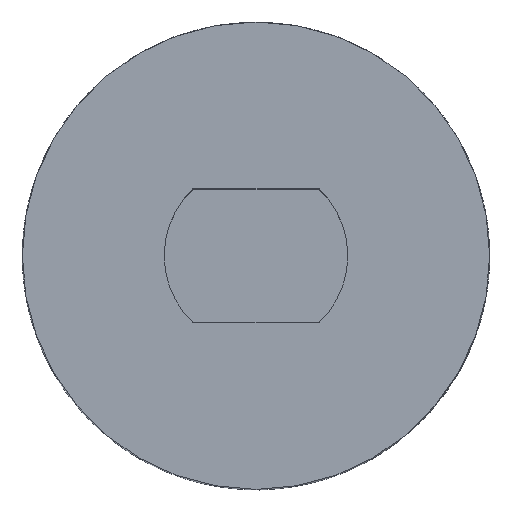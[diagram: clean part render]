
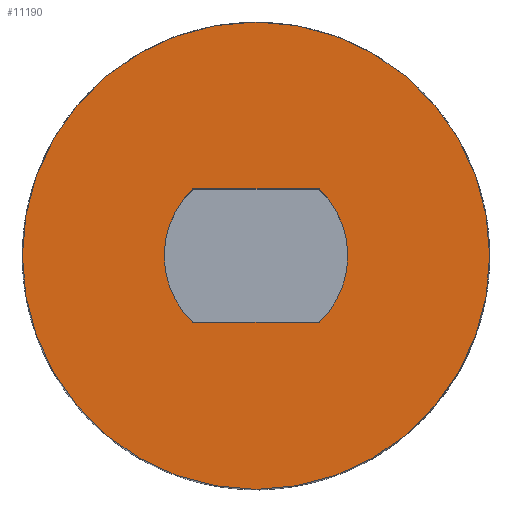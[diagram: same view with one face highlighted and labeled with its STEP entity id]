
A CAD part, top view. The second image highlights one B-rep face of the part: STEP entity #11190.
In plain terms, the highlighted planar face has unit normal (0, 0, 1).
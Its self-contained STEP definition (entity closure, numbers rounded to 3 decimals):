
#360 = CIRCLE ( 'NONE', #11028, 7. ) ;
#939 = DIRECTION ( 'NONE',  ( 1., 0., 0. ) ) ;
#1365 = EDGE_CURVE ( 'NONE', #2645, #21861, #3402, .T. ) ;
#1502 = ORIENTED_EDGE ( 'NONE', *, *, #5486, .T. ) ;
#1652 = CARTESIAN_POINT ( 'NONE',  ( 1.887, -2., 5.75 ) ) ;
#2503 = DIRECTION ( 'NONE',  ( 1., 0., 0. ) ) ;
#2645 = VERTEX_POINT ( 'NONE', #15045 ) ;
#2734 = DIRECTION ( 'NONE',  ( 0., 0., 1. ) ) ;
#3402 = LINE ( 'NONE', #7494, #20755 ) ;
#3565 = DIRECTION ( 'NONE',  ( 1., 0., 0. ) ) ;
#3778 = DIRECTION ( 'NONE',  ( 1., 0., 0. ) ) ;
#3802 = EDGE_CURVE ( 'NONE', #6710, #7767, #360, .T. ) ;
#4112 = CARTESIAN_POINT ( 'NONE',  ( 0., 0., 5.75 ) ) ;
#4228 = DIRECTION ( 'NONE',  ( 1., 0., 0. ) ) ;
#4507 = CARTESIAN_POINT ( 'NONE',  ( 7., 0., 5.75 ) ) ;
#4626 = EDGE_CURVE ( 'NONE', #21861, #10019, #22634, .T. ) ;
#5152 = CARTESIAN_POINT ( 'NONE',  ( 0., 2., 5.75 ) ) ;
#5486 = EDGE_CURVE ( 'NONE', #7767, #6710, #5879, .T. ) ;
#5716 = CARTESIAN_POINT ( 'NONE',  ( -1.887, 2., 5.75 ) ) ;
#5866 = ORIENTED_EDGE ( 'NONE', *, *, #6661, .T. ) ;
#5878 = PLANE ( 'NONE',  #15676 ) ;
#5879 = CIRCLE ( 'NONE', #11431, 7. ) ;
#6661 = EDGE_CURVE ( 'NONE', #23967, #9081, #21078, .T. ) ;
#6710 = VERTEX_POINT ( 'NONE', #13888 ) ;
#7025 = ORIENTED_EDGE ( 'NONE', *, *, #4626, .F. ) ;
#7487 = DIRECTION ( 'NONE',  ( 1., 0., 0. ) ) ;
#7494 = CARTESIAN_POINT ( 'NONE',  ( 0., -2., 5.75 ) ) ;
#7654 = CARTESIAN_POINT ( 'NONE',  ( 0., 0., 5.75 ) ) ;
#7767 = VERTEX_POINT ( 'NONE', #4507 ) ;
#8908 = ORIENTED_EDGE ( 'NONE', *, *, #21497, .F. ) ;
#8917 = EDGE_CURVE ( 'NONE', #10019, #9081, #15168, .T. ) ;
#9081 = VERTEX_POINT ( 'NONE', #14290 ) ;
#9597 = AXIS2_PLACEMENT_3D ( 'NONE', #9618, #11464, #9738 ) ;
#9618 = CARTESIAN_POINT ( 'NONE',  ( 0., 0., 5.75 ) ) ;
#9738 = DIRECTION ( 'NONE',  ( 1., 0., 0. ) ) ;
#10019 = VERTEX_POINT ( 'NONE', #17826 ) ;
#10543 = VECTOR ( 'NONE', #11090, 1000. ) ;
#10744 = AXIS2_PLACEMENT_3D ( 'NONE', #7654, #22383, #3565 ) ;
#11028 = AXIS2_PLACEMENT_3D ( 'NONE', #23103, #19510, #939 ) ;
#11090 = DIRECTION ( 'NONE',  ( 1., 0., 0. ) ) ;
#11190 = ADVANCED_FACE ( 'NONE', ( #11205, #22833 ), #5878, .T. ) ;
#11205 = FACE_BOUND ( 'NONE', #16981, .T. ) ;
#11431 = AXIS2_PLACEMENT_3D ( 'NONE', #21551, #2734, #2503 ) ;
#11464 = DIRECTION ( 'NONE',  ( 0., 0., 1. ) ) ;
#13067 = CARTESIAN_POINT ( 'NONE',  ( 0., 0., 5.75 ) ) ;
#13706 = ORIENTED_EDGE ( 'NONE', *, *, #8917, .F. ) ;
#13888 = CARTESIAN_POINT ( 'NONE',  ( -7., 0., 5.75 ) ) ;
#14002 = DIRECTION ( 'NONE',  ( 0., 0., 1. ) ) ;
#14290 = CARTESIAN_POINT ( 'NONE',  ( 1.887, 2., 5.75 ) ) ;
#14748 = ORIENTED_EDGE ( 'NONE', *, *, #1365, .F. ) ;
#15045 = CARTESIAN_POINT ( 'NONE',  ( -1.887, -2., 5.75 ) ) ;
#15168 = CIRCLE ( 'NONE', #9597, 2.75 ) ;
#15676 = AXIS2_PLACEMENT_3D ( 'NONE', #13067, #16888, #7487 ) ;
#16888 = DIRECTION ( 'NONE',  ( 0., 0., 1. ) ) ;
#16981 = EDGE_LOOP ( 'NONE', ( #8908, #5866, #13706, #7025, #14748 ) ) ;
#17401 = ORIENTED_EDGE ( 'NONE', *, *, #3802, .T. ) ;
#17488 = AXIS2_PLACEMENT_3D ( 'NONE', #4112, #14002, #4228 ) ;
#17826 = CARTESIAN_POINT ( 'NONE',  ( 2.75, 0., 5.75 ) ) ;
#19510 = DIRECTION ( 'NONE',  ( 0., 0., 1. ) ) ;
#20755 = VECTOR ( 'NONE', #3778, 1000. ) ;
#21078 = LINE ( 'NONE', #5152, #10543 ) ;
#21497 = EDGE_CURVE ( 'NONE', #23967, #2645, #22986, .T. ) ;
#21551 = CARTESIAN_POINT ( 'NONE',  ( 0., 0., 5.75 ) ) ;
#21861 = VERTEX_POINT ( 'NONE', #1652 ) ;
#22383 = DIRECTION ( 'NONE',  ( 0., 0., 1. ) ) ;
#22634 = CIRCLE ( 'NONE', #17488, 2.75 ) ;
#22833 = FACE_OUTER_BOUND ( 'NONE', #23606, .T. ) ;
#22986 = CIRCLE ( 'NONE', #10744, 2.75 ) ;
#23103 = CARTESIAN_POINT ( 'NONE',  ( 0., 0., 5.75 ) ) ;
#23606 = EDGE_LOOP ( 'NONE', ( #1502, #17401 ) ) ;
#23967 = VERTEX_POINT ( 'NONE', #5716 ) ;
